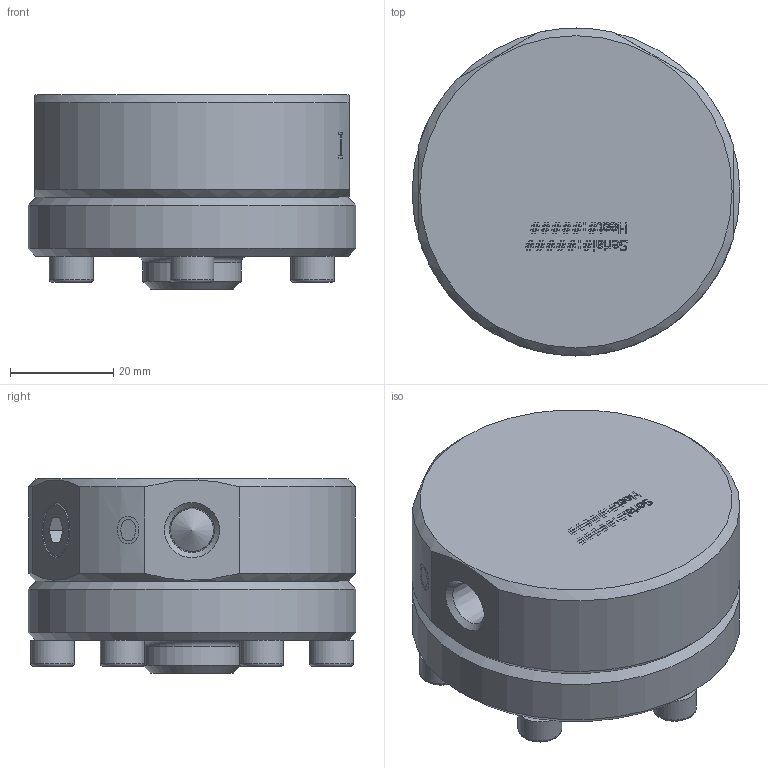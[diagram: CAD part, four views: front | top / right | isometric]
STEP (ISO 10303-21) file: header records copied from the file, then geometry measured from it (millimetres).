
FILE_DESCRIPTION(/* description */ (''),/* implementation_level */ '2;1');
FILE_NAME(/* name */ 'HFxSNN12 Assembly.stp',/* time_stamp */ '2024-08-22T14:35:41-04:00',/* author */ ('mkowall'),/* organization */ (''),/* preprocessor_version */ 'ST-DEVELOPER v19.2',/* originating_system */ 'Autodesk Inventor 2023',/* authorisation */ '');
FILE_SCHEMA (('AUTOMOTIVE_DESIGN { 1 0 10303 214 3 1 1 }'));
Length unit declared in the file: inch
Products named in the file (1): HF1SNN12 Assembly_Simplify_1
Bounding box: 63.5 x 63.5 x 37.59 mm (x, y, z)
Volume: 98094.6 mm3; surface area: 25185.4 mm2
Topology: 10 solids, 10 shells, 1362 faces, 3711 edges, 2468 vertices
Faces by surface type: plane 1118, bspline 144, cone 51, cylinder 32, torus 17
Full cylindrical faces by diameter (mm): 5 x6, 8.306 x4, 8.331 x1, 8.5 x6, 19.05 x1, 36.093 x1, 41.123 x1, 42.443 x1, 47.422 x1, 63.5 x1
Entity records: 43611 total; most frequent: CARTESIAN_POINT 10196, ORIENTED_EDGE 7376, DIRECTION 5944, EDGE_CURVE 3688, LINE 3158, VECTOR 3158, VERTEX_POINT 2468, EDGE_LOOP 1484
